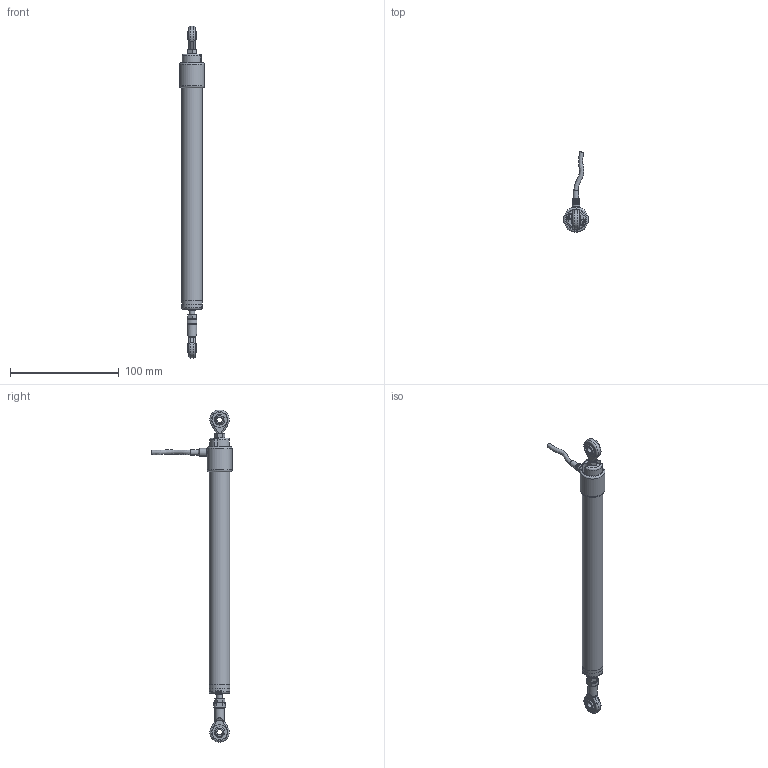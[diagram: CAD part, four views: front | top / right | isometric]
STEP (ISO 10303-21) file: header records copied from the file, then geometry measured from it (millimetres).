
FILE_DESCRIPTION (( 'STEP AP214' ), '1' );
FILE_NAME ('PZ34-A-0150-L.STEP', '2020-03-18T21:44:01', ( '' ), ( '' ), 'SwSTEP 2.0', 'SolidWorks 2019', '' );
FILE_SCHEMA (( 'AUTOMOTIVE_DESIGN' ));
Length unit declared in the file: inch
Products named in the file (1): PZ34-A-0150-L
Bounding box: 23 x 73.75 x 305.43 mm (x, y, z)
Volume: 80207.3 mm3; surface area: 30164.3 mm2
Topology: 18 solids, 107 shells, 916 faces, 1817 edges, 1139 vertices
Faces by surface type: plane 334, cone 330, cylinder 198, torus 27, bspline 19, sphere 8
Full cylindrical faces by diameter (mm): 2 x88, 2.5 x4, 2.9 x6, 3.5 x1, 3.8 x1, 4 x1, 4.2 x12, 5 x35, 5.2 x1, 5.3 x2, 6 x4, 6.1 x1, 7.2 x1, 8.9 x1, 9 x1, 13.9 x4, 19 x3, 19.05 x1, 23 x1
Entity records: 22403 total; most frequent: CARTESIAN_POINT 4912, DIRECTION 3766, ORIENTED_EDGE 2588, AXIS2_PLACEMENT_3D 1759, EDGE_LOOP 1594, EDGE_CURVE 1294, FACE_OUTER_BOUND 1100, VERTEX_POINT 1066
